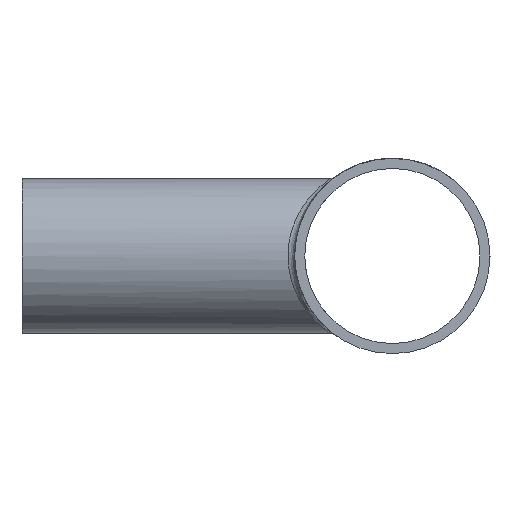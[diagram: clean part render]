
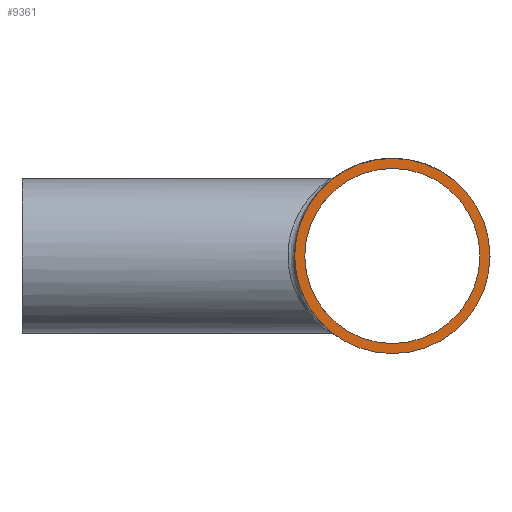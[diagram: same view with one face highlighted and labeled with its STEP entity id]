
A CAD part, left-side view. The second image highlights one B-rep face of the part: STEP entity #9361.
In plain terms, the highlighted planar face has unit normal (-1, 0, 0).
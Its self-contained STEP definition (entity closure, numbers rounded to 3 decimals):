
#505 = DIRECTION ( 'NONE',  ( 0., 0., 1. ) ) ;
#660 = AXIS2_PLACEMENT_3D ( 'NONE', #4027, #9674, #18095 ) ;
#2461 = AXIS2_PLACEMENT_3D ( 'NONE', #5804, #3967, #12462 ) ;
#2474 = PLANE ( 'NONE',  #660 ) ;
#2663 = EDGE_CURVE ( 'NONE', #11504, #11504, #7179, .T. ) ;
#3967 = DIRECTION ( 'NONE',  ( -1., 0., 0. ) ) ;
#4027 = CARTESIAN_POINT ( 'NONE',  ( -55., 0., 0. ) ) ;
#5804 = CARTESIAN_POINT ( 'NONE',  ( -55., 0., 0. ) ) ;
#6975 = VERTEX_POINT ( 'NONE', #12613 ) ;
#6996 = ORIENTED_EDGE ( 'NONE', *, *, #2663, .T. ) ;
#7179 = CIRCLE ( 'NONE', #2461, 14.5 ) ;
#7527 = CARTESIAN_POINT ( 'NONE',  ( -55., 0., 0. ) ) ;
#9237 = ORIENTED_EDGE ( 'NONE', *, *, #11279, .F. ) ;
#9361 = ADVANCED_FACE ( 'NONE', ( #17909, #16528 ), #2474, .T. ) ;
#9674 = DIRECTION ( 'NONE',  ( -1., 0., 0. ) ) ;
#11279 = EDGE_CURVE ( 'NONE', #6975, #6975, #12150, .T. ) ;
#11504 = VERTEX_POINT ( 'NONE', #14007 ) ;
#12150 = CIRCLE ( 'NONE', #17780, 13. ) ;
#12462 = DIRECTION ( 'NONE',  ( 0., 0., 1. ) ) ;
#12613 = CARTESIAN_POINT ( 'NONE',  ( -55., 0., 13. ) ) ;
#13157 = DIRECTION ( 'NONE',  ( -1., 0., 0. ) ) ;
#14007 = CARTESIAN_POINT ( 'NONE',  ( -55., 0., 14.5 ) ) ;
#14248 = EDGE_LOOP ( 'NONE', ( #9237 ) ) ;
#16528 = FACE_OUTER_BOUND ( 'NONE', #17460, .T. ) ;
#17460 = EDGE_LOOP ( 'NONE', ( #6996 ) ) ;
#17780 = AXIS2_PLACEMENT_3D ( 'NONE', #7527, #13157, #505 ) ;
#17909 = FACE_BOUND ( 'NONE', #14248, .T. ) ;
#18095 = DIRECTION ( 'NONE',  ( 0., 0., 1. ) ) ;
